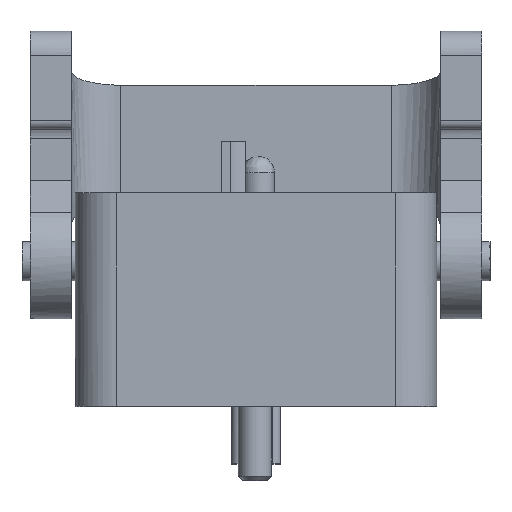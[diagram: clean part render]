
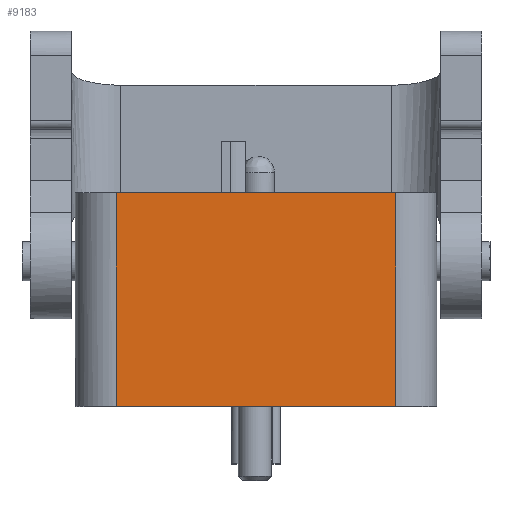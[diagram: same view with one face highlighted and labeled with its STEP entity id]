
A CAD part, top view. The second image highlights one B-rep face of the part: STEP entity #9183.
In plain terms, the highlighted free-form (B-spline) face has degree [1, 1] with [2, 2] control points.
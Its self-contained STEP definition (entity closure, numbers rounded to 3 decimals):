
#9034=CARTESIAN_POINT('V1',(-17.0,-21.0,19.5));
#9035=VERTEX_POINT('V1',#9034);
#9049=CARTESIAN_POINT('V200',(-17.0,5.0,19.5));
#9050=VERTEX_POINT('V200',#9049);
#9051=CARTESIAN_POINT('E281',(-17.0,5.0,19.5));
#9052=CARTESIAN_POINT('E281',(-17.0,-21.0,19.5));
#9053=QUASI_UNIFORM_CURVE('E281',1,(#9051,#9052),.POLYLINE_FORM.,.F.,
   .U.);
#9054=EDGE_CURVE('E281',#9050,#9035,#9053,.T.);
#9079=CARTESIAN_POINT('V199',(17.0,5.0,19.5));
#9080=VERTEX_POINT('V199',#9079);
#9081=CARTESIAN_POINT('E280',(17.0,5.0,19.5));
#9082=CARTESIAN_POINT('E280',(-17.0,5.0,19.5));
#9083=B_SPLINE_CURVE_WITH_KNOTS('E280',1,(#9081,#9082),
   .POLYLINE_FORM.,.F.,.U.,(2,2),(0.0,1.308),
   .UNSPECIFIED.);
#9084=EDGE_CURVE('E280',#9080,#9050,#9083,.T.);
#9137=CARTESIAN_POINT('V2',(17.0,-21.0,19.5));
#9138=VERTEX_POINT('V2',#9137);
#9160=CARTESIAN_POINT('E279',(17.0,-21.0,19.5));
#9161=CARTESIAN_POINT('E279',(17.0,5.0,19.5));
#9162=QUASI_UNIFORM_CURVE('E279',1,(#9160,#9161),.POLYLINE_FORM.,.F.,
   .U.);
#9163=EDGE_CURVE('E279',#9138,#9080,#9162,.T.);
#9168=CARTESIAN_POINT('F83',(-17.0,-21.0,19.5));
#9169=CARTESIAN_POINT('F83',(17.0,-21.0,19.5));
#9170=CARTESIAN_POINT('F83',(-17.0,5.0,19.5));
#9171=CARTESIAN_POINT('F83',(17.0,5.0,19.5));
#9172=B_SPLINE_SURFACE_WITH_KNOTS('F83',1,1,((#9168,#9170),(#9169,
   #9171)),.PLANE_SURF.,.F.,.F.,.U.,(2,2),(2,2),(0.0,
   1.308),(0.0,1.0),.UNSPECIFIED.);
#9173=CARTESIAN_POINT('E1',(-17.0,-21.0,19.5));
#9174=CARTESIAN_POINT('E1',(17.0,-21.0,19.5));
#9175=B_SPLINE_CURVE_WITH_KNOTS('E1',1,(#9173,#9174),.POLYLINE_FORM.,
   .F.,.U.,(2,2),(0.0,1.308),.UNSPECIFIED.);
#9176=EDGE_CURVE('E1',#9035,#9138,#9175,.T.);
#9177=ORIENTED_EDGE('E1',*,*,#9176,.T.);
#9178=ORIENTED_EDGE('F84',*,*,#9163,.T.);
#9179=ORIENTED_EDGE('E280',*,*,#9084,.T.);
#9180=ORIENTED_EDGE('E281',*,*,#9054,.T.);
#9181=EDGE_LOOP('F83',(#9177,#9178,#9179,#9180));
#9182=FACE_OUTER_BOUND('F83',#9181,.T.);
#9183=ADVANCED_FACE('F83',(#9182),#9172,.T.);
